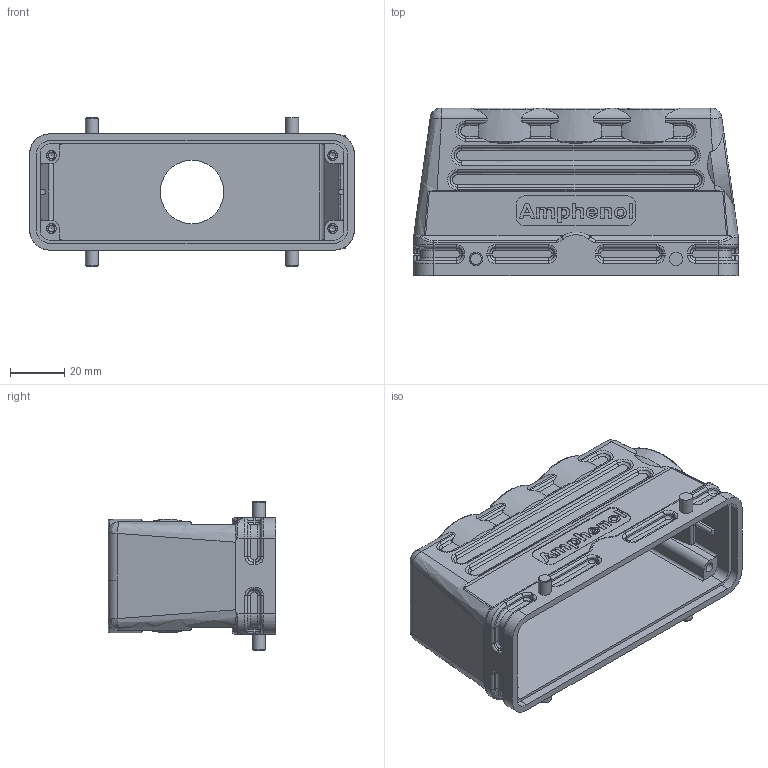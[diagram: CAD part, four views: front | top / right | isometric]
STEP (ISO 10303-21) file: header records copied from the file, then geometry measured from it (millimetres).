
FILE_DESCRIPTION(/* description */ (''),/* implementation_level */ '2;1');
FILE_NAME(/* name */ 'C3D_C146 21R024 650 1.stp',/* time_stamp */ '2021-04-19T08:15:34+02:00',/* author */ (''),/* organization */ (''),/* preprocessor_version */ 'ST-DEVELOPER v16.7',/* originating_system */ 'SIEMENS PLM Software NX 12.0',/* authorisation */ '');
FILE_SCHEMA (('AUTOMOTIVE_DESIGN { 1 0 10303 214 3 1 1 1 }'));
Length unit declared in the file: millimetre
Products named in the file (1): pwoe2C4022F9ss0e
Bounding box: 120.01 x 62 x 55 mm (x, y, z)
Volume: 63523.2 mm3; surface area: 45743.5 mm2
Topology: 1 solids, 1 shells, 700 faces, 1748 edges, 1081 vertices
Faces by surface type: plane 249, cylinder 198, bspline 185, cone 40, extrusion 22, torus 6
Full cylindrical faces by diameter (mm): 2.5 x4, 4.8 x4, 23.539 x1
Entity records: 30300 total; most frequent: CARTESIAN_POINT 10342, ORIENTED_EDGE 3406, DIRECTION 2809, EDGE_CURVE 1703, VERTEX_POINT 1072, AXIS2_PLACEMENT_3D 970, VECTOR 869, LINE 847
